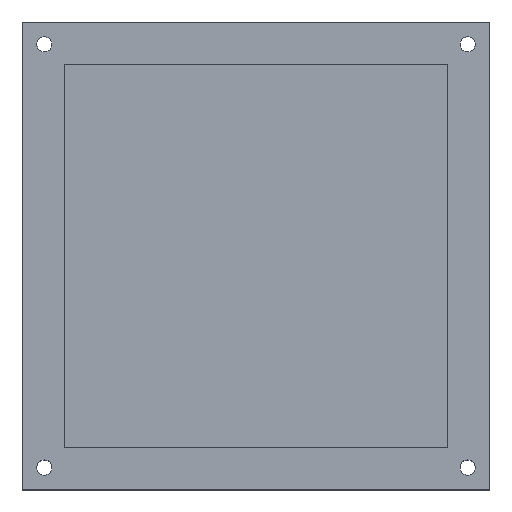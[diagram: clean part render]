
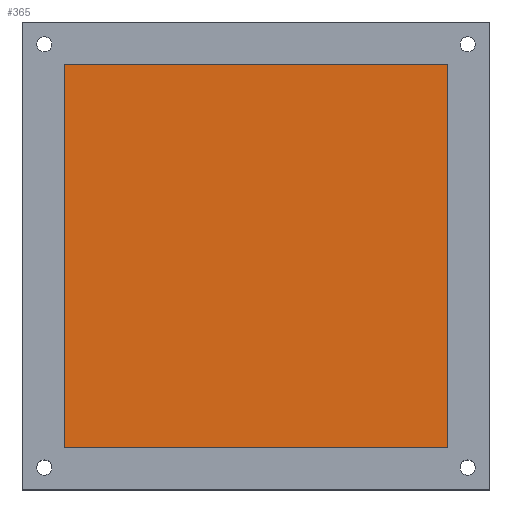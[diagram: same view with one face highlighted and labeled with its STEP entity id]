
A CAD part, top view. The second image highlights one B-rep face of the part: STEP entity #365.
In plain terms, the highlighted planar face has unit normal (0, 0, 1).
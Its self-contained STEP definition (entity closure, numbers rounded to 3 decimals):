
#43=FACE_OUTER_BOUND('',#63,.T.);
#63=EDGE_LOOP('',(#265,#266,#267,#268));
#91=LINE('',#530,#131);
#94=LINE('',#536,#134);
#97=LINE('',#542,#137);
#100=LINE('',#546,#140);
#131=VECTOR('',#430,10.);
#134=VECTOR('',#435,10.);
#137=VECTOR('',#440,10.);
#140=VECTOR('',#445,10.);
#171=VERTEX_POINT('',#527);
#172=VERTEX_POINT('',#529);
#174=VERTEX_POINT('',#535);
#176=VERTEX_POINT('',#541);
#203=EDGE_CURVE('',#172,#171,#91,.T.);
#206=EDGE_CURVE('',#174,#172,#94,.T.);
#209=EDGE_CURVE('',#176,#174,#97,.T.);
#212=EDGE_CURVE('',#171,#176,#100,.T.);
#265=ORIENTED_EDGE('',*,*,#212,.T.);
#266=ORIENTED_EDGE('',*,*,#209,.T.);
#267=ORIENTED_EDGE('',*,*,#206,.T.);
#268=ORIENTED_EDGE('',*,*,#203,.T.);
#349=PLANE('',#400);
#365=ADVANCED_FACE('',(#43),#349,.T.);
#400=AXIS2_PLACEMENT_3D('',#547,#446,#447);
#430=DIRECTION('',(-1.,0.,0.));
#435=DIRECTION('',(0.,1.,0.));
#440=DIRECTION('',(1.,0.,0.));
#445=DIRECTION('',(0.,-1.,0.));
#446=DIRECTION('center_axis',(0.,0.,1.));
#447=DIRECTION('ref_axis',(1.,0.,0.));
#527=CARTESIAN_POINT('',(0.,85.725,4.));
#529=CARTESIAN_POINT('',(85.725,85.725,4.));
#530=CARTESIAN_POINT('',(85.725,85.725,4.));
#535=CARTESIAN_POINT('',(85.725,0.,4.));
#536=CARTESIAN_POINT('',(85.725,0.,4.));
#541=CARTESIAN_POINT('',(0.,0.,4.));
#542=CARTESIAN_POINT('',(0.,0.,4.));
#546=CARTESIAN_POINT('',(0.,85.725,4.));
#547=CARTESIAN_POINT('Origin',(42.863,42.863,4.));
